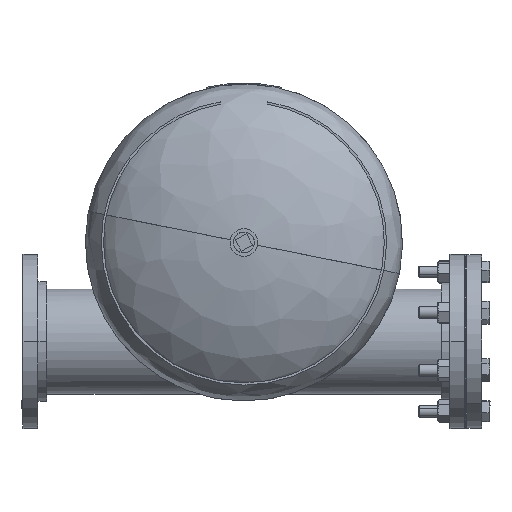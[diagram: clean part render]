
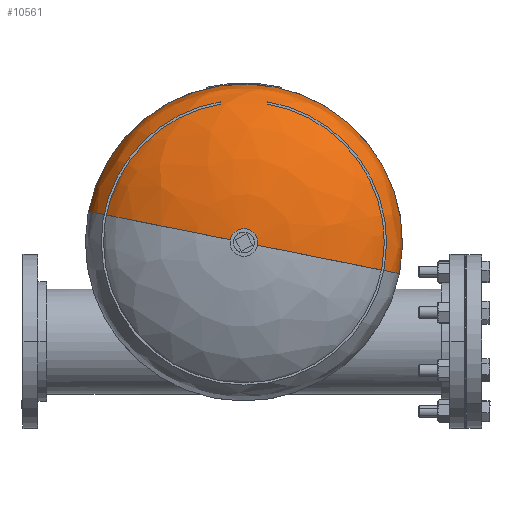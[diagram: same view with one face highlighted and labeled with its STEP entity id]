
A CAD part, front view. The second image highlights one B-rep face of the part: STEP entity #10561.
In plain terms, the highlighted free-form (B-spline) face has degree [3, 3] with [4, 4] control points.
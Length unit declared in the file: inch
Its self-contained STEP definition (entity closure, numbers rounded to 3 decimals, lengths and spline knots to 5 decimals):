
#81 = VERTEX_POINT ( 'NONE', #2415 ) ;
#112 = CARTESIAN_POINT ( 'NONE',  ( 0., 5.60574, 0. ) ) ;
#531 = VERTEX_POINT ( 'NONE', #4643 ) ;
#801 = ORIENTED_EDGE ( 'NONE', *, *, #17421, .T. ) ;
#960 = ORIENTED_EDGE ( 'NONE', *, *, #7520, .T. ) ;
#985 = CARTESIAN_POINT ( 'NONE',  ( 10., 3.34945, 0. ) ) ;
#1079 = FACE_OUTER_BOUND ( 'NONE', #20109, .T. ) ;
#2129 = CARTESIAN_POINT ( 'NONE',  ( -6.24942, 5.39635, 0. ) ) ;
#2415 = CARTESIAN_POINT ( 'NONE',  ( 0.14724, 5.60574, 0.73541 ) ) ;
#2547 = DIRECTION ( 'NONE',  ( 0., -1., 0. ) ) ;
#2724 = CARTESIAN_POINT ( 'NONE',  ( -6.24942, 5.39635, 0. ) ) ;
#2833 = CARTESIAN_POINT ( 'NONE',  ( 6.24942, 5.39635, 0. ) ) ;
#4167 = AXIS2_PLACEMENT_3D ( 'NONE', #13210, #2547, #17919 ) ;
#4292 =( BOUNDED_SURFACE ( )  B_SPLINE_SURFACE ( 3, 3, ( 
 ( #4365, #7925, #15038, #14171 ),
 ( #12522, #6387, #10611, #2724 ),
 ( #985, #13599, #7445, #10418 ),
 ( #12156, #16866, #7253, #8886 ) ),
 .UNSPECIFIED., .F., .F., .F. ) 
 B_SPLINE_SURFACE_WITH_KNOTS ( ( 4, 4 ),
 ( 4, 4 ),
 ( 0., 1. ),
 ( 0., 1. ),
 .UNSPECIFIED. ) 
 GEOMETRIC_REPRESENTATION_ITEM ( )  RATIONAL_B_SPLINE_SURFACE ( (
 ( 1., 0.333, 0.333, 1.),
 ( 0.822, 0.274, 0.274, 0.822),
 ( 0.822, 0.274, 0.274, 0.822),
 ( 1., 0.333, 0.333, 1.) ) ) 
 REPRESENTATION_ITEM ( '' )  SURFACE ( )  );
#4365 = CARTESIAN_POINT ( 'NONE',  ( 0.75, 5.60574, 0. ) ) ;
#4375 = CARTESIAN_POINT ( 'NONE',  ( 0.75, 5.60574, 0. ) ) ;
#4579 = CARTESIAN_POINT ( 'NONE',  ( 10., 3.34945, 0. ) ) ;
#4643 = CARTESIAN_POINT ( 'NONE',  ( -0.75, 5.60574, 0. ) ) ;
#5051 = VERTEX_POINT ( 'NONE', #5113 ) ;
#5113 = CARTESIAN_POINT ( 'NONE',  ( 0., 0.5575, 10. ) ) ;
#5152 = CIRCLE ( 'NONE', #8116, 0.75 ) ;
#5408 = CARTESIAN_POINT ( 'NONE',  ( -10., 0.5575, 0. ) ) ;
#5685 = DIRECTION ( 'NONE',  ( 0., 0., -1. ) ) ;
#6358 = CIRCLE ( 'NONE', #9632, 0.75 ) ;
#6387 = CARTESIAN_POINT ( 'NONE',  ( 6.24942, 5.39635, 12.49885 ) ) ;
#6931 = VERTEX_POINT ( 'NONE', #18440 ) ;
#7253 = CARTESIAN_POINT ( 'NONE',  ( -10., 0.5575, 20. ) ) ;
#7321 = DIRECTION ( 'NONE',  ( 0., -1., 0. ) ) ;
#7445 = CARTESIAN_POINT ( 'NONE',  ( -10., 3.34945, 20. ) ) ;
#7520 = EDGE_CURVE ( 'NONE', #81, #531, #5152, .T. ) ;
#7919 = DIRECTION ( 'NONE',  ( 0., 0., -1. ) ) ;
#7925 = CARTESIAN_POINT ( 'NONE',  ( 0.75, 5.60574, 1.5 ) ) ;
#8116 = AXIS2_PLACEMENT_3D ( 'NONE', #19716, #7321, #5685 ) ;
#8389 = CARTESIAN_POINT ( 'NONE',  ( -10., 3.34945, 0. ) ) ;
#8634 = CIRCLE ( 'NONE', #15499, 10. ) ;
#8886 = CARTESIAN_POINT ( 'NONE',  ( -10., 0.5575, 0. ) ) ;
#8988 = CARTESIAN_POINT ( 'NONE',  ( 10., 0.5575, 0. ) ) ;
#9148 = DIRECTION ( 'NONE',  ( 0., -1., 0. ) ) ;
#9374 = EDGE_CURVE ( 'NONE', #6931, #5051, #13050, .T. ) ;
#9632 = AXIS2_PLACEMENT_3D ( 'NONE', #112, #9148, #7919 ) ;
#10048 = CARTESIAN_POINT ( 'NONE',  ( 0.75, 5.60574, 0. ) ) ;
#10266 = VERTEX_POINT ( 'NONE', #5408 ) ;
#10418 = CARTESIAN_POINT ( 'NONE',  ( -10., 3.34945, 0. ) ) ;
#10561 = ADVANCED_FACE ( 'NONE', ( #1079 ), #4292, .F. ) ;
#10562 =( BOUNDED_CURVE ( )  B_SPLINE_CURVE ( 3, ( #4375, #2833, #4579, #8988 ),
 .UNSPECIFIED., .F., .F. ) 
 B_SPLINE_CURVE_WITH_KNOTS ( ( 4, 4 ),
 ( 1.64587, 3.14159 ),
 .UNSPECIFIED. ) 
 CURVE ( )  GEOMETRIC_REPRESENTATION_ITEM ( )  RATIONAL_B_SPLINE_CURVE ( ( 1., 0.822, 0.822, 1. ) ) 
 REPRESENTATION_ITEM ( '' )  );
#10611 = CARTESIAN_POINT ( 'NONE',  ( -6.24942, 5.39635, 12.49885 ) ) ;
#11676 = DIRECTION ( 'NONE',  ( 0., -1., 0. ) ) ;
#12156 = CARTESIAN_POINT ( 'NONE',  ( 10., 0.5575, 0. ) ) ;
#12522 = CARTESIAN_POINT ( 'NONE',  ( 6.24942, 5.39635, 0. ) ) ;
#12566 = EDGE_CURVE ( 'NONE', #16631, #6931, #10562, .T. ) ;
#12655 =( BOUNDED_CURVE ( )  B_SPLINE_CURVE ( 3, ( #17406, #2129, #8389, #15971 ),
 .UNSPECIFIED., .F., .F. ) 
 B_SPLINE_CURVE_WITH_KNOTS ( ( 4, 4 ),
 ( 1.64587, 3.14159 ),
 .UNSPECIFIED. ) 
 CURVE ( )  GEOMETRIC_REPRESENTATION_ITEM ( )  RATIONAL_B_SPLINE_CURVE ( ( 1., 0.822, 0.822, 1. ) ) 
 REPRESENTATION_ITEM ( '' )  );
#12838 = ORIENTED_EDGE ( 'NONE', *, *, #16265, .T. ) ;
#13050 = CIRCLE ( 'NONE', #4167, 10. ) ;
#13119 = DIRECTION ( 'NONE',  ( 0., 0., -1. ) ) ;
#13210 = CARTESIAN_POINT ( 'NONE',  ( 0., 0.5575, 0. ) ) ;
#13599 = CARTESIAN_POINT ( 'NONE',  ( 10., 3.34945, 20. ) ) ;
#14171 = CARTESIAN_POINT ( 'NONE',  ( -0.75, 5.60574, 0. ) ) ;
#14686 = ORIENTED_EDGE ( 'NONE', *, *, #9374, .F. ) ;
#15038 = CARTESIAN_POINT ( 'NONE',  ( -0.75, 5.60574, 1.5 ) ) ;
#15162 = ORIENTED_EDGE ( 'NONE', *, *, #12566, .F. ) ;
#15234 = EDGE_CURVE ( 'NONE', #5051, #10266, #8634, .T. ) ;
#15499 = AXIS2_PLACEMENT_3D ( 'NONE', #18126, #11676, #13119 ) ;
#15971 = CARTESIAN_POINT ( 'NONE',  ( -10., 0.5575, 0. ) ) ;
#16265 = EDGE_CURVE ( 'NONE', #16631, #81, #6358, .T. ) ;
#16631 = VERTEX_POINT ( 'NONE', #10048 ) ;
#16841 = ORIENTED_EDGE ( 'NONE', *, *, #15234, .F. ) ;
#16866 = CARTESIAN_POINT ( 'NONE',  ( 10., 0.5575, 20. ) ) ;
#17406 = CARTESIAN_POINT ( 'NONE',  ( -0.75, 5.60574, 0. ) ) ;
#17421 = EDGE_CURVE ( 'NONE', #531, #10266, #12655, .T. ) ;
#17919 = DIRECTION ( 'NONE',  ( 0., 0., -1. ) ) ;
#18126 = CARTESIAN_POINT ( 'NONE',  ( 0., 0.5575, 0. ) ) ;
#18440 = CARTESIAN_POINT ( 'NONE',  ( 10., 0.5575, 0. ) ) ;
#19716 = CARTESIAN_POINT ( 'NONE',  ( 0., 5.60574, 0. ) ) ;
#20109 = EDGE_LOOP ( 'NONE', ( #960, #801, #16841, #14686, #15162, #12838 ) ) ;
